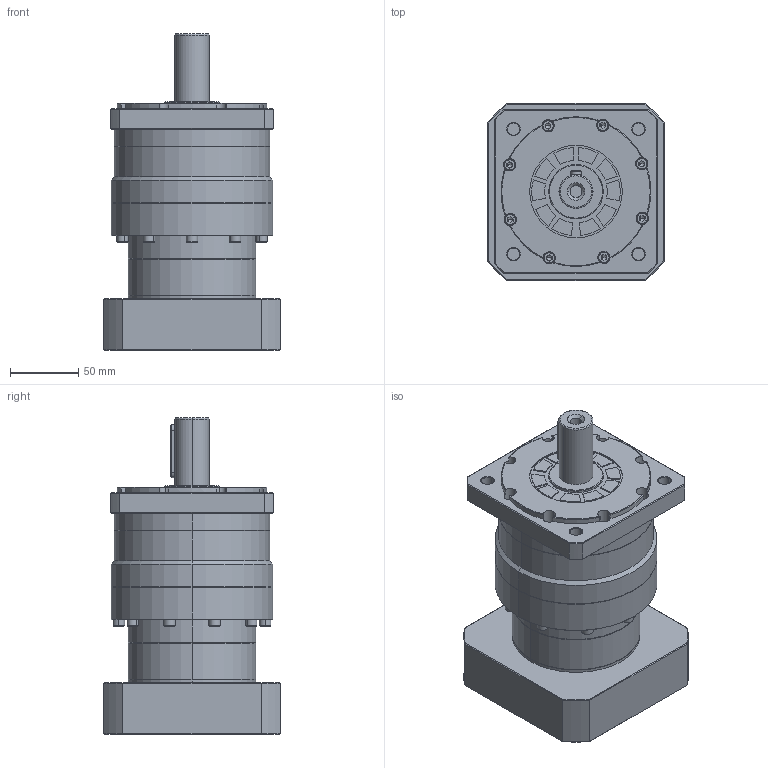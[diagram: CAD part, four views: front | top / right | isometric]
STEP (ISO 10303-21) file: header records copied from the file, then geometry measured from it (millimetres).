
FILE_DESCRIPTION (( 'STEP AP203' ), '1' );
FILE_NAME ('FGA120M1-L2-22-110-145-M8-59.STEP', '2021-04-13T12:07:41', ( '' ), ( '' ), 'SwSTEP 2.0', 'SolidWorks 2018', '' );
FILE_SCHEMA (( 'CONFIG_CONTROL_DESIGN' ));
Length unit declared in the file: millimetre
Products named in the file (7): FGA-120M1; socket head cap screw_am_B18.3.1M - 8 x 1.25 x 16 Hex SHCS -- 16NHX; socket head cap screw_am_B18.3.1M - 6 x 1.0 x 16 Hex SHCS -- 16NHX; FGA120M-110-145-M8输入法兰; socket head cap screw_am_B18.3.1M - 5 x 0.8 x 20 Hex SHCS -- 20NHX; FGA120M输入轴; FGA120M1-L2-22-110-145-M8-59
Assembly tree (28 placements, depth 2):
  FGA120M1-L2-22-110-145-M8-59
    FGA-120M1
    FGA120M-110-145-M8输入法兰
    FGA120M输入轴
    socket head cap screw_am_B18.3.1M - 5 x 0.8 x 20 Hex SHCS -- 20NHX  x18
    socket head cap screw_am_B18.3.1M - 6 x 1.0 x 16 Hex SHCS -- 16NHX  x6
    socket head cap screw_am_B18.3.1M - 8 x 1.25 x 16 Hex SHCS -- 16NHX
Bounding box: 130 x 130 x 232.52 mm (x, y, z)
Volume: 1868587.4 mm3; surface area: 184996.7 mm2
Topology: 29 solids, 29 shells, 987 faces, 2178 edges, 1276 vertices
Faces by surface type: plane 480, cylinder 227, cone 211, torus 69
Entity records: 12623 total; most frequent: CARTESIAN_POINT 2122, DIRECTION 2108, ORIENTED_EDGE 1776, EDGE_CURVE 888, AXIS2_PLACEMENT_3D 846, VERTEX_POINT 550, EDGE_LOOP 446, CIRCLE 422
